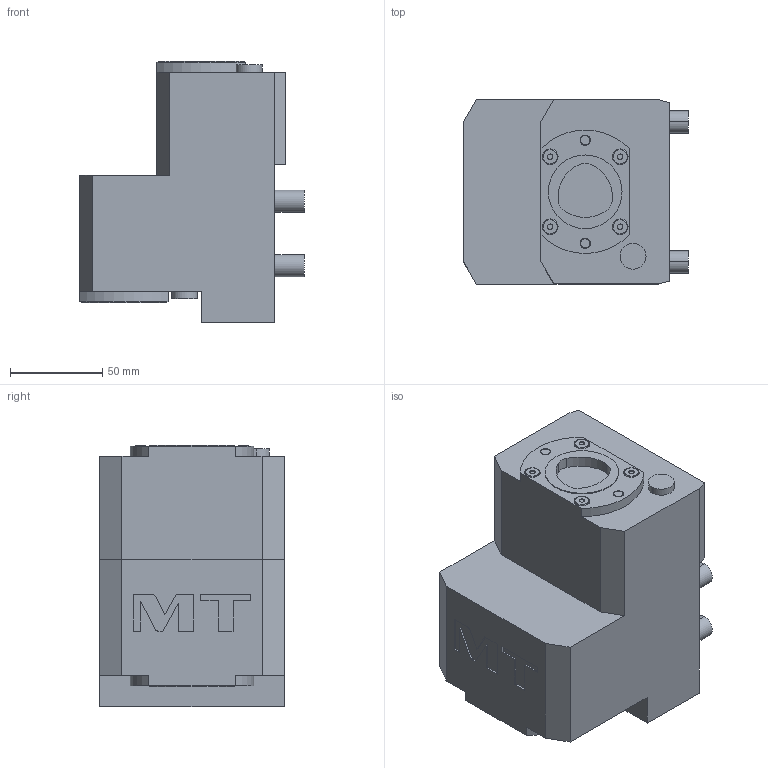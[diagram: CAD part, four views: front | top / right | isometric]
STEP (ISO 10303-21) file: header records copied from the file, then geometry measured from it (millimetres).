
FILE_DESCRIPTION((''),'2;1');
FILE_NAME('MSL0564020_CONF','2023-03-01T09:09:43',('sterribile'),('M.T. srl'),'CREO PARAMETRIC BY PTC INC, 2021072','CREO PARAMETRIC BY PTC INC, 2021072','');
FILE_SCHEMA(('CONFIG_CONTROL_DESIGN'));
Length unit declared in the file: millimetre
Products named in the file (1): MSL0564020_CONF
Bounding box: 122 x 100 x 142 mm (x, y, z)
Volume: 1131177.5 mm3; surface area: 78357.4 mm2
Topology: 1 solids, 1 shells, 177 faces, 411 edges, 268 vertices
Faces by surface type: plane 78, cylinder 65, torus 16, sphere 8, cone 8, extrusion 2
Entity records: 5145 total; most frequent: DIRECTION 961, CARTESIAN_POINT 868, ORIENTED_EDGE 822, EDGE_CURVE 411, AXIS2_PLACEMENT_3D 377, VERTEX_POINT 268, EDGE_LOOP 209, VECTOR 207
